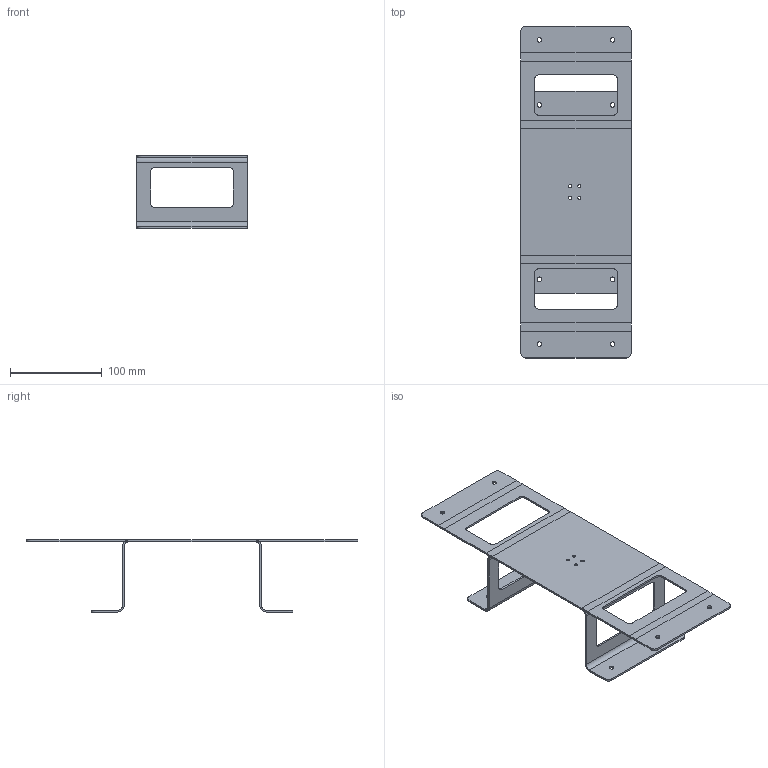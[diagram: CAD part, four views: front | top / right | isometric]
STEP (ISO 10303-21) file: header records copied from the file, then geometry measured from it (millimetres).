
FILE_DESCRIPTION(/* description */ (''),/* implementation_level */ '2;1');
FILE_NAME(/* name */ 'BB20024310002_--.step',/* time_stamp */ '2023-05-05T13:07:19+02:00',/* author */ (''),/* organization */ (''),/* preprocessor_version */ 'ST-DEVELOPER v18.102',/* originating_system */ 'SIEMENS PLM Software NX 2023',/* authorisation */ '');
FILE_SCHEMA (('AUTOMOTIVE_DESIGN { 1 0 10303 214 3 1 1 1 }'));
Length unit declared in the file: millimetre
Products named in the file (1): BB20024310002_--_SOPORTE
Bounding box: 120 x 361.95 x 78.5 mm (x, y, z)
Volume: 141581.5 mm3; surface area: 147904.6 mm2
Topology: 2 solids, 2 shells, 116 faces, 306 edges, 194 vertices
Faces by surface type: plane 68, cylinder 48
Full cylindrical faces by diameter (mm): 3.3 x8, 5 x8
Entity records: 3580 total; most frequent: DIRECTION 618, CARTESIAN_POINT 597, ORIENTED_EDGE 576, EDGE_CURVE 288, AXIS2_PLACEMENT_3D 213, VERTEX_POINT 192, LINE 192, VECTOR 192
